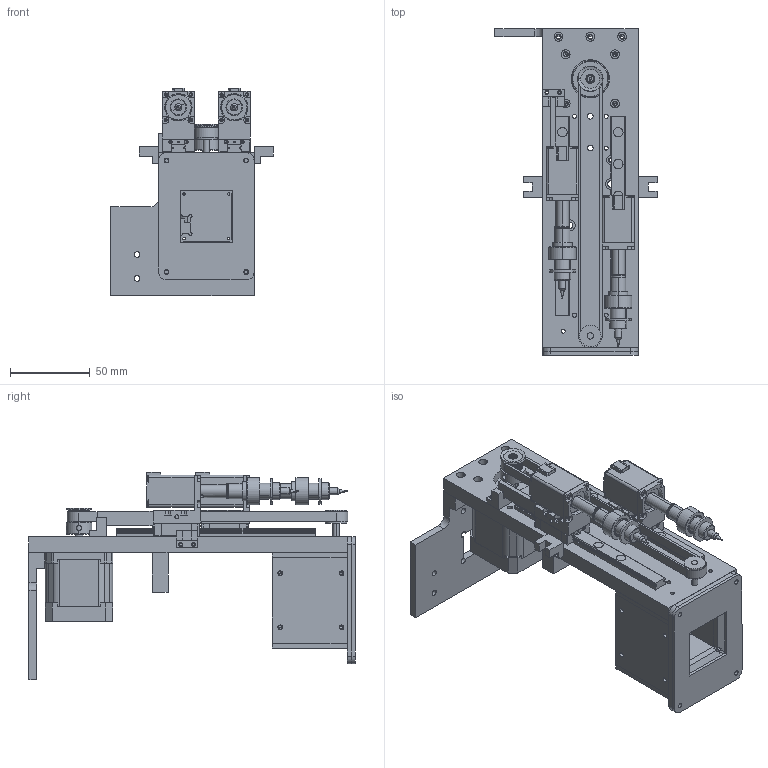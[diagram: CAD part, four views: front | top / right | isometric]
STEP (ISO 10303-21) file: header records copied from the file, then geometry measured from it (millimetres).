
FILE_DESCRIPTION (( 'STEP AP203' ), '1' );
FILE_NAME ('Head.STEP', '2017-07-04T10:52:16', ( '' ), ( '' ), 'SwSTEP 2.0', 'SolidWorks 2014', '' );
FILE_SCHEMA (( 'CONFIG_CONTROL_DESIGN' ));
Length unit declared in the file: millimetre
Products named in the file (30): Cover 1; NEMA 17 Stepper Motor Top; Liner guide 9mm___ _________; Head betl; Ball-bearing; Head; Belt base; 2GT Buley cost 5mm; pan cross head_am_B18.6.7M - M2.5 x 0.45 x 13 Type I Cross Recessed PHMS --13N; NEMA 17 Stepper Motor Middle; Led base; Juki nozzle; Main; Carriage 9mm___ _________; Juki hoder and nozzle; Sensor bar; Camera PCB base; NEMA 17 Stepper Motor Bottom; Cover 3; NEMA 17 Stepper Motor Shaft; Camera base; Juki hoder ring; Cover 2; M4 ball-bearing screw; Nema-8-stepper-motor; Cover 4; Nema 17 stepper motor Assembly; Juki hoder main; Sunx sensor; Nema 8 bracket
Assembly tree (41 placements, depth 3):
  Head
    Main
    Liner guide 9mm___ _________  x2
    Carriage 9mm___ _________  x2
    Nema 8 bracket  x2
    Nema-8-stepper-motor  x2
    Juki hoder and nozzle  x2
      Juki hoder main
      Juki hoder ring
      Juki nozzle
    Nema 17 stepper motor Assembly
      NEMA 17 Stepper Motor Bottom
      NEMA 17 Stepper Motor Middle
      NEMA 17 Stepper Motor Shaft
      NEMA 17 Stepper Motor Top
      pan cross head_am_B18.6.7M - M2.5 x 0.45 x 13 Type I Cross Recessed PHMS --13N  x4
    Cover 4
    M4 ball-bearing screw
    Ball-bearing
    2GT Buley cost 5mm
    Head betl
    Sunx sensor  x3
    Belt base
    Camera base
      Led base
      Camera PCB base
      Cover 1  x2
      Cover 3
      Cover 2  x2
    Sensor bar
Bounding box: 102 x 205 x 130.55 mm (x, y, z)
Volume: 377399.7 mm3; surface area: 182329.5 mm2
Topology: 42 solids, 50 shells, 2781 faces, 7344 edges, 4753 vertices
Faces by surface type: plane 1424, cylinder 1087, cone 212, bspline 32, torus 18, sphere 8
Entity records: 61293 total; most frequent: CARTESIAN_POINT 12014, DIRECTION 9683, ORIENTED_EDGE 9478, EDGE_CURVE 4739, AXIS2_PLACEMENT_3D 3474, VERTEX_POINT 3093, LINE 2735, VECTOR 2735
